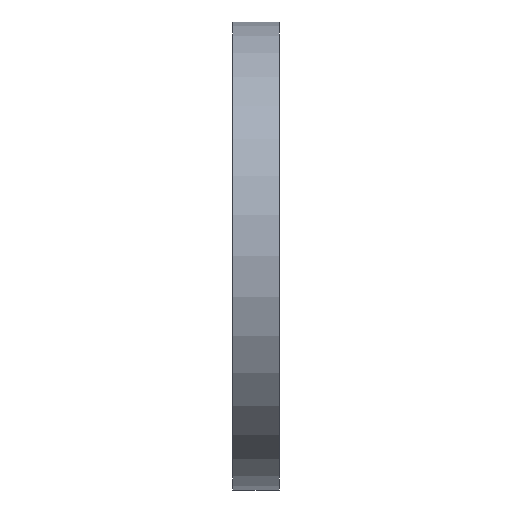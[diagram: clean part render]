
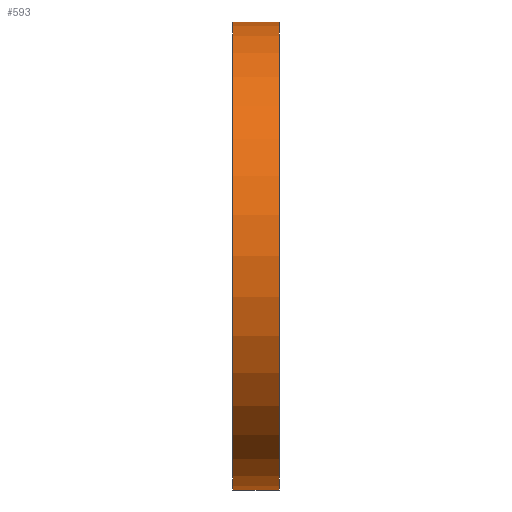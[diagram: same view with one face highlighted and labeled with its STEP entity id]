
A CAD part, left-side view. The second image highlights one B-rep face of the part: STEP entity #593.
In plain terms, the highlighted cylindrical face has radius 100 mm (diameter 200 mm), a partial arc.
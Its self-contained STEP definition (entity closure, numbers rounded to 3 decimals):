
#5 = ORIENTED_EDGE ( 'NONE', *, *, #264, .T. ) ;
#19 = CARTESIAN_POINT ( 'NONE',  ( 0., 34.695, 100. ) ) ;
#92 = CIRCLE ( 'NONE', #484, 100. ) ;
#132 = LINE ( 'NONE', #217, #852 ) ;
#144 = CARTESIAN_POINT ( 'NONE',  ( 0., 34.695, 0. ) ) ;
#153 = DIRECTION ( 'NONE',  ( 0., 0., 1. ) ) ;
#172 = VERTEX_POINT ( 'NONE', #300 ) ;
#217 = CARTESIAN_POINT ( 'NONE',  ( 0., 34.695, -100. ) ) ;
#264 = EDGE_CURVE ( 'NONE', #338, #464, #630, .T. ) ;
#284 = DIRECTION ( 'NONE',  ( 0., 1., 0. ) ) ;
#297 = ORIENTED_EDGE ( 'NONE', *, *, #347, .F. ) ;
#300 = CARTESIAN_POINT ( 'NONE',  ( 0., 0., -100. ) ) ;
#318 = CARTESIAN_POINT ( 'NONE',  ( 0., 20., 100. ) ) ;
#329 = DIRECTION ( 'NONE',  ( 0., 1., 0. ) ) ;
#331 = AXIS2_PLACEMENT_3D ( 'NONE', #719, #329, #792 ) ;
#338 = VERTEX_POINT ( 'NONE', #456 ) ;
#342 = CYLINDRICAL_SURFACE ( 'NONE', #613, 100. ) ;
#346 = DIRECTION ( 'NONE',  ( 0., 1., 0. ) ) ;
#347 = EDGE_CURVE ( 'NONE', #420, #464, #762, .T. ) ;
#398 = ORIENTED_EDGE ( 'NONE', *, *, #553, .T. ) ;
#402 = CARTESIAN_POINT ( 'NONE',  ( 0., 0., 0. ) ) ;
#420 = VERTEX_POINT ( 'NONE', #657 ) ;
#422 = DIRECTION ( 'NONE',  ( 0., 1., 0. ) ) ;
#456 = CARTESIAN_POINT ( 'NONE',  ( 0., 0., 100. ) ) ;
#464 = VERTEX_POINT ( 'NONE', #318 ) ;
#484 = AXIS2_PLACEMENT_3D ( 'NONE', #402, #346, #837 ) ;
#501 = EDGE_CURVE ( 'NONE', #172, #420, #132, .T. ) ;
#553 = EDGE_CURVE ( 'NONE', #172, #338, #92, .T. ) ;
#593 = ADVANCED_FACE ( 'NONE', ( #619 ), #342, .T. ) ;
#613 = AXIS2_PLACEMENT_3D ( 'NONE', #144, #284, #153 ) ;
#619 = FACE_OUTER_BOUND ( 'NONE', #681, .T. ) ;
#630 = LINE ( 'NONE', #19, #676 ) ;
#633 = DIRECTION ( 'NONE',  ( 0., 1., 0. ) ) ;
#657 = CARTESIAN_POINT ( 'NONE',  ( 0., 20., -100. ) ) ;
#676 = VECTOR ( 'NONE', #633, 1000. ) ;
#681 = EDGE_LOOP ( 'NONE', ( #767, #398, #5, #297 ) ) ;
#719 = CARTESIAN_POINT ( 'NONE',  ( 0., 20., 0. ) ) ;
#762 = CIRCLE ( 'NONE', #331, 100. ) ;
#767 = ORIENTED_EDGE ( 'NONE', *, *, #501, .F. ) ;
#792 = DIRECTION ( 'NONE',  ( 0., 0., 1. ) ) ;
#837 = DIRECTION ( 'NONE',  ( 0., 0., 1. ) ) ;
#852 = VECTOR ( 'NONE', #422, 1000. ) ;
